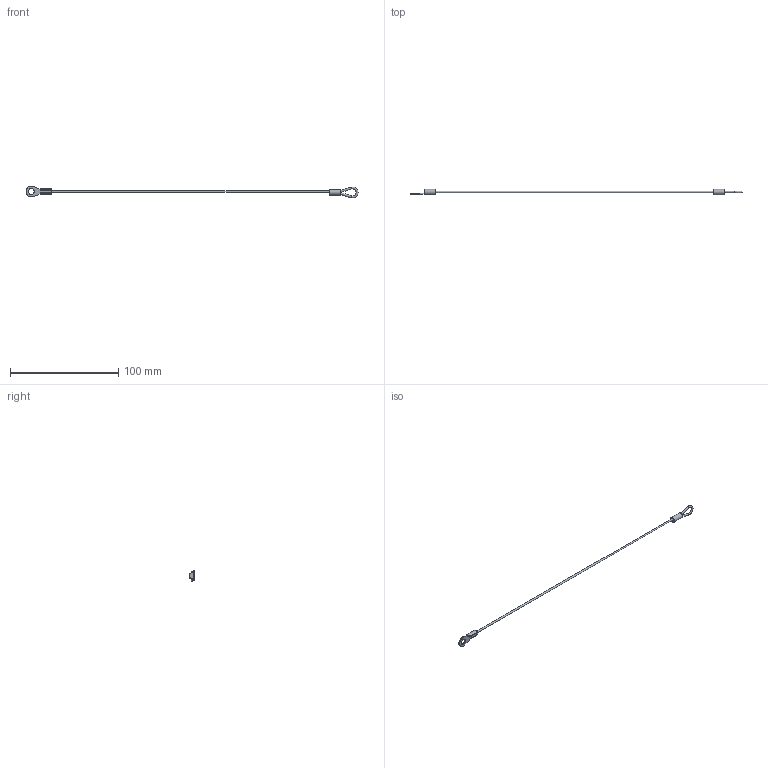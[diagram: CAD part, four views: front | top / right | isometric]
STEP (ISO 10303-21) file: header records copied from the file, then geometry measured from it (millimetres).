
FILE_DESCRIPTION( ( 'STEP AP214' ), '1' );
FILE_NAME( 'K0367.0300.stp', '2020-12-03T15:16:01', ( '' ), ( '' ), ' ', 'PARTsolutions', ' ' );
FILE_SCHEMA( ( 'AUTOMOTIVE_DESIGN { 1 0 10303 214 1 1 1 1 }' ) );
Length unit declared in the file: millimetre
Products named in the file (1): _K0367.0300
Bounding box: 306.58 x 5 x 10.9 mm (x, y, z)
Volume: 1071.4 mm3; surface area: 2071.9 mm2
Topology: 1 solids, 1 shells, 20 faces, 45 edges, 29 vertices
Faces by surface type: plane 10, cylinder 9, torus 1
Full cylindrical faces by diameter (mm): 1.6 x3, 5 x1, 5.4 x1
Entity records: 714 total; most frequent: DIRECTION 100, CARTESIAN_POINT 88, ORIENTED_EDGE 76, AXIS2_PLACEMENT_3D 41, EDGE_CURVE 38, EDGE_LOOP 32, VERTEX_POINT 29, FACE_OUTER_BOUND 26
